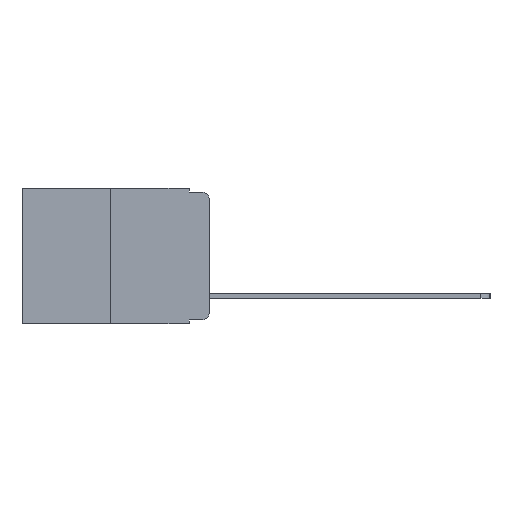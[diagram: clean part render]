
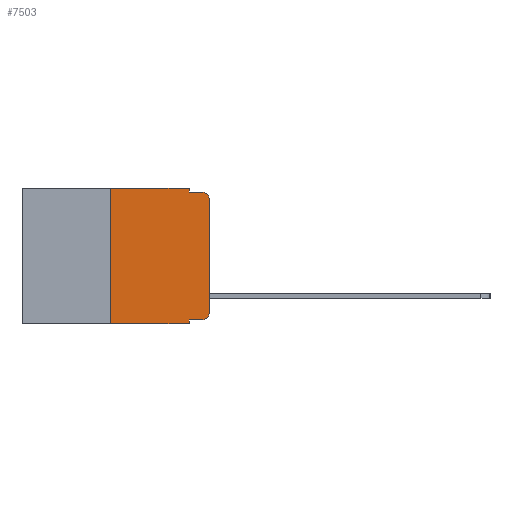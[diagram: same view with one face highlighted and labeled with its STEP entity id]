
A CAD part, left-side view. The second image highlights one B-rep face of the part: STEP entity #7503.
In plain terms, the highlighted planar face has unit normal (-1, 0, 0).
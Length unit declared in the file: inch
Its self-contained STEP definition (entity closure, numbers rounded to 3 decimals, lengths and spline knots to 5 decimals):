
#169 = DIRECTION ( 'NONE',  ( 0., 0., -1. ) ) ;
#928 = ORIENTED_EDGE ( 'NONE', *, *, #15434, .T. ) ;
#1188 = ORIENTED_EDGE ( 'NONE', *, *, #9605, .F. ) ;
#1374 = LINE ( 'NONE', #12712, #17466 ) ;
#1941 = VERTEX_POINT ( 'NONE', #17390 ) ;
#2033 = DIRECTION ( 'NONE',  ( 0., 0., -1. ) ) ;
#2446 = DIRECTION ( 'NONE',  ( 0., 0., 1. ) ) ;
#2484 = DIRECTION ( 'NONE',  ( 1., 0., 0. ) ) ;
#2742 = CARTESIAN_POINT ( 'NONE',  ( 0., 0.473, 0. ) ) ;
#3124 = VECTOR ( 'NONE', #2033, 39.37008 ) ;
#3138 = EDGE_CURVE ( 'NONE', #17916, #16505, #1374, .T. ) ;
#3299 = ORIENTED_EDGE ( 'NONE', *, *, #19258, .F. ) ;
#3875 = CARTESIAN_POINT ( 'NONE',  ( 0., 0.02, -0.01 ) ) ;
#4366 = ORIENTED_EDGE ( 'NONE', *, *, #7332, .T. ) ;
#4599 = VECTOR ( 'NONE', #9205, 39.37008 ) ;
#4959 = DIRECTION ( 'NONE',  ( 0., -1., 0. ) ) ;
#5113 = LINE ( 'NONE', #2742, #4599 ) ;
#5407 = CARTESIAN_POINT ( 'NONE',  ( 0., 0.051, -0.01 ) ) ;
#5655 = CARTESIAN_POINT ( 'NONE',  ( 0., 0.02, -0.333 ) ) ;
#5671 = VECTOR ( 'NONE', #2446, 39.37008 ) ;
#6397 = ORIENTED_EDGE ( 'NONE', *, *, #14315, .T. ) ;
#6436 = CARTESIAN_POINT ( 'NONE',  ( 0., 0.051, 0. ) ) ;
#6851 = EDGE_CURVE ( 'NONE', #1941, #17916, #11619, .T. ) ;
#7332 = EDGE_CURVE ( 'NONE', #10898, #16853, #13991, .T. ) ;
#7444 = VERTEX_POINT ( 'NONE', #5655 ) ;
#7470 = LINE ( 'NONE', #18495, #11138 ) ;
#7503 = ADVANCED_FACE ( 'NONE', ( #18491 ), #12091, .F. ) ;
#7980 = VERTEX_POINT ( 'NONE', #12004 ) ;
#8053 = DIRECTION ( 'NONE',  ( 0., 0., -1. ) ) ;
#8104 = AXIS2_PLACEMENT_3D ( 'NONE', #18369, #9482, #19782 ) ;
#8211 = VERTEX_POINT ( 'NONE', #19972 ) ;
#8620 = ORIENTED_EDGE ( 'NONE', *, *, #9758, .F. ) ;
#8935 = CARTESIAN_POINT ( 'NONE',  ( 0., 0., 0. ) ) ;
#9205 = DIRECTION ( 'NONE',  ( 0., -1., 0. ) ) ;
#9482 = DIRECTION ( 'NONE',  ( -1., 0., 0. ) ) ;
#9605 = EDGE_CURVE ( 'NONE', #10746, #1941, #5113, .T. ) ;
#9728 = AXIS2_PLACEMENT_3D ( 'NONE', #10546, #2484, #13590 ) ;
#9758 = EDGE_CURVE ( 'NONE', #11777, #16853, #14101, .T. ) ;
#9933 = DIRECTION ( 'NONE',  ( -1., 0., 0. ) ) ;
#10050 = VECTOR ( 'NONE', #8053, 39.37008 ) ;
#10093 = CIRCLE ( 'NONE', #8104, 0.02 ) ;
#10546 = CARTESIAN_POINT ( 'NONE',  ( 0., 0.473, 0. ) ) ;
#10592 = ORIENTED_EDGE ( 'NONE', *, *, #14558, .T. ) ;
#10746 = VERTEX_POINT ( 'NONE', #13647 ) ;
#10898 = VERTEX_POINT ( 'NONE', #19741 ) ;
#11138 = VECTOR ( 'NONE', #19916, 39.37008 ) ;
#11412 = CIRCLE ( 'NONE', #18595, 0.02 ) ;
#11519 = LINE ( 'NONE', #12742, #18833 ) ;
#11619 = LINE ( 'NONE', #18947, #3124 ) ;
#11777 = VERTEX_POINT ( 'NONE', #17246 ) ;
#11812 = EDGE_CURVE ( 'NONE', #8211, #16505, #11412, .T. ) ;
#12004 = CARTESIAN_POINT ( 'NONE',  ( 0., 0., -0.313 ) ) ;
#12091 = PLANE ( 'NONE',  #9728 ) ;
#12103 = EDGE_LOOP ( 'NONE', ( #6397, #15033, #16414, #17312, #1188, #3299, #4366, #8620, #928, #10592 ) ) ;
#12712 = CARTESIAN_POINT ( 'NONE',  ( 0., 0.051, -0.01 ) ) ;
#12742 = CARTESIAN_POINT ( 'NONE',  ( 0., 0.051, -0.333 ) ) ;
#13064 = DIRECTION ( 'NONE',  ( 0., -1., 0. ) ) ;
#13509 = VECTOR ( 'NONE', #13064, 39.37008 ) ;
#13590 = DIRECTION ( 'NONE',  ( 0., 0., -1. ) ) ;
#13647 = CARTESIAN_POINT ( 'NONE',  ( 0., 0.25, 0. ) ) ;
#13991 = LINE ( 'NONE', #14561, #13509 ) ;
#14101 = LINE ( 'NONE', #6436, #10050 ) ;
#14315 = EDGE_CURVE ( 'NONE', #7980, #8211, #18224, .T. ) ;
#14558 = EDGE_CURVE ( 'NONE', #7444, #7980, #10093, .T. ) ;
#14561 = CARTESIAN_POINT ( 'NONE',  ( 0., 0.473, -0.343 ) ) ;
#15033 = ORIENTED_EDGE ( 'NONE', *, *, #11812, .T. ) ;
#15434 = EDGE_CURVE ( 'NONE', #11777, #7444, #11519, .T. ) ;
#15436 = CARTESIAN_POINT ( 'NONE',  ( 0., 0.051, -0.343 ) ) ;
#15854 = DIRECTION ( 'NONE',  ( 0., -1., 0. ) ) ;
#16414 = ORIENTED_EDGE ( 'NONE', *, *, #3138, .F. ) ;
#16505 = VERTEX_POINT ( 'NONE', #3875 ) ;
#16853 = VERTEX_POINT ( 'NONE', #15436 ) ;
#17246 = CARTESIAN_POINT ( 'NONE',  ( 0., 0.051, -0.333 ) ) ;
#17312 = ORIENTED_EDGE ( 'NONE', *, *, #6851, .F. ) ;
#17390 = CARTESIAN_POINT ( 'NONE',  ( 0., 0.051, 0. ) ) ;
#17466 = VECTOR ( 'NONE', #15854, 39.37008 ) ;
#17916 = VERTEX_POINT ( 'NONE', #5407 ) ;
#18224 = LINE ( 'NONE', #8935, #5671 ) ;
#18369 = CARTESIAN_POINT ( 'NONE',  ( 0., 0.02, -0.313 ) ) ;
#18491 = FACE_OUTER_BOUND ( 'NONE', #12103, .T. ) ;
#18495 = CARTESIAN_POINT ( 'NONE',  ( 0., 0.25, 0. ) ) ;
#18595 = AXIS2_PLACEMENT_3D ( 'NONE', #18783, #9933, #169 ) ;
#18783 = CARTESIAN_POINT ( 'NONE',  ( 0., 0.02, -0.03 ) ) ;
#18833 = VECTOR ( 'NONE', #4959, 39.37008 ) ;
#18947 = CARTESIAN_POINT ( 'NONE',  ( 0., 0.051, 0. ) ) ;
#19258 = EDGE_CURVE ( 'NONE', #10898, #10746, #7470, .T. ) ;
#19741 = CARTESIAN_POINT ( 'NONE',  ( 0., 0.25, -0.343 ) ) ;
#19782 = DIRECTION ( 'NONE',  ( 0., 0., -1. ) ) ;
#19916 = DIRECTION ( 'NONE',  ( 0., 0., 1. ) ) ;
#19972 = CARTESIAN_POINT ( 'NONE',  ( 0., 0., -0.03 ) ) ;
